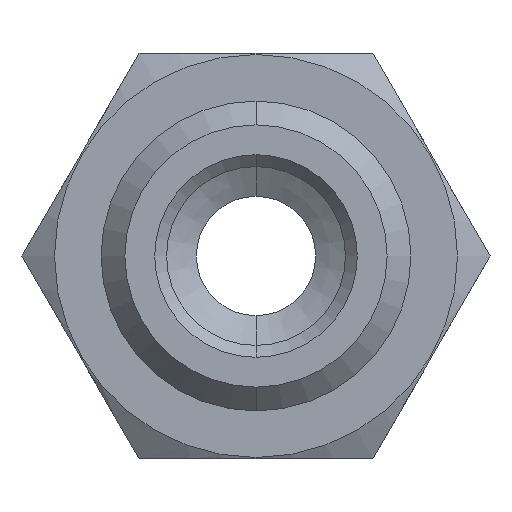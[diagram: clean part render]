
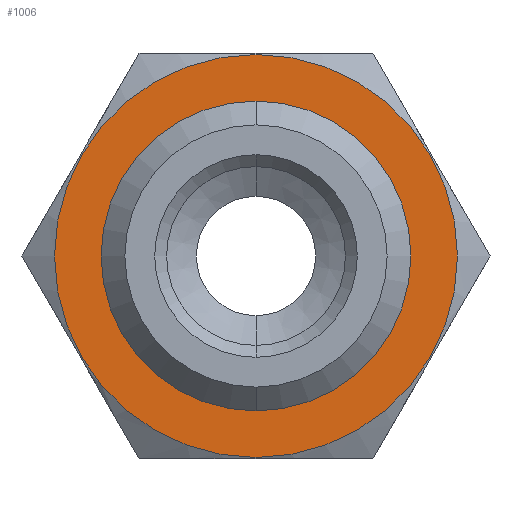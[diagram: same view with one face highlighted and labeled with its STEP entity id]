
A CAD part, front view. The second image highlights one B-rep face of the part: STEP entity #1006.
In plain terms, the highlighted planar face has unit normal (0, -1, 0).
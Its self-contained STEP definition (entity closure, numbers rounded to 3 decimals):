
#37 = CARTESIAN_POINT ( 'NONE',  ( 0., 8., 0. ) ) ;
#68 = DIRECTION ( 'NONE',  ( 0., 0., -1. ) ) ;
#77 = DIRECTION ( 'NONE',  ( 0., -1., 0. ) ) ;
#199 = CARTESIAN_POINT ( 'NONE',  ( 0., 8., 8.45 ) ) ;
#230 = CARTESIAN_POINT ( 'NONE',  ( 0., 8., -6.5 ) ) ;
#243 = CARTESIAN_POINT ( 'NONE',  ( 0., 8., -8.45 ) ) ;
#271 = CARTESIAN_POINT ( 'NONE',  ( 0., 8., 6.5 ) ) ;
#646 = CARTESIAN_POINT ( 'NONE',  ( 0., 8., 0. ) ) ;
#655 = DIRECTION ( 'NONE',  ( 0., -1., 0. ) ) ;
#683 = DIRECTION ( 'NONE',  ( 0., 0., -1. ) ) ;
#808 = CIRCLE ( 'NONE', #919, 6.5 ) ;
#815 = AXIS2_PLACEMENT_3D ( 'NONE', #37, #77, #68 ) ;
#826 = CIRCLE ( 'NONE', #815, 8.45 ) ;
#919 = AXIS2_PLACEMENT_3D ( 'NONE', #646, #655, #683 ) ;
#946 = EDGE_CURVE ( 'NONE', #1281, #1244, #1944, .T. ) ;
#974 = EDGE_CURVE ( 'NONE', #1251, #1315, #1972, .T. ) ;
#1006 = ADVANCED_FACE ( 'NONE', ( #1490, #1489 ), #2084, .T. ) ;
#1055 = EDGE_CURVE ( 'NONE', #1244, #1281, #826, .T. ) ;
#1060 = EDGE_CURVE ( 'NONE', #1315, #1251, #808, .T. ) ;
#1244 = VERTEX_POINT ( 'NONE', #199 ) ;
#1251 = VERTEX_POINT ( 'NONE', #230 ) ;
#1281 = VERTEX_POINT ( 'NONE', #243 ) ;
#1315 = VERTEX_POINT ( 'NONE', #271 ) ;
#1489 = FACE_BOUND ( 'NONE', #1650, .T. ) ;
#1490 = FACE_OUTER_BOUND ( 'NONE', #1837, .T. ) ;
#1623 = ORIENTED_EDGE ( 'NONE', *, *, #974, .F. ) ;
#1637 = ORIENTED_EDGE ( 'NONE', *, *, #1055, .T. ) ;
#1650 = EDGE_LOOP ( 'NONE', ( #1623, #1744 ) ) ;
#1744 = ORIENTED_EDGE ( 'NONE', *, *, #1060, .F. ) ;
#1749 = ORIENTED_EDGE ( 'NONE', *, *, #946, .T. ) ;
#1837 = EDGE_LOOP ( 'NONE', ( #1637, #1749 ) ) ;
#1942 = AXIS2_PLACEMENT_3D ( 'NONE', #2105, #2109, #2122 ) ;
#1944 = CIRCLE ( 'NONE', #1942, 8.45 ) ;
#1972 = CIRCLE ( 'NONE', #2022, 6.5 ) ;
#1977 = AXIS2_PLACEMENT_3D ( 'NONE', #2174, #2177, #2184 ) ;
#2022 = AXIS2_PLACEMENT_3D ( 'NONE', #2086, #2100, #2137 ) ;
#2084 = PLANE ( 'NONE',  #1977 ) ;
#2086 = CARTESIAN_POINT ( 'NONE',  ( 0., 8., 0. ) ) ;
#2100 = DIRECTION ( 'NONE',  ( 0., -1., 0. ) ) ;
#2105 = CARTESIAN_POINT ( 'NONE',  ( 0., 8., 0. ) ) ;
#2109 = DIRECTION ( 'NONE',  ( 0., -1., 0. ) ) ;
#2122 = DIRECTION ( 'NONE',  ( 0., 0., -1. ) ) ;
#2137 = DIRECTION ( 'NONE',  ( 0., 0., -1. ) ) ;
#2174 = CARTESIAN_POINT ( 'NONE',  ( 6.5, 8., 0. ) ) ;
#2177 = DIRECTION ( 'NONE',  ( 0., -1., 0. ) ) ;
#2184 = DIRECTION ( 'NONE',  ( 0., 0., -1. ) ) ;
